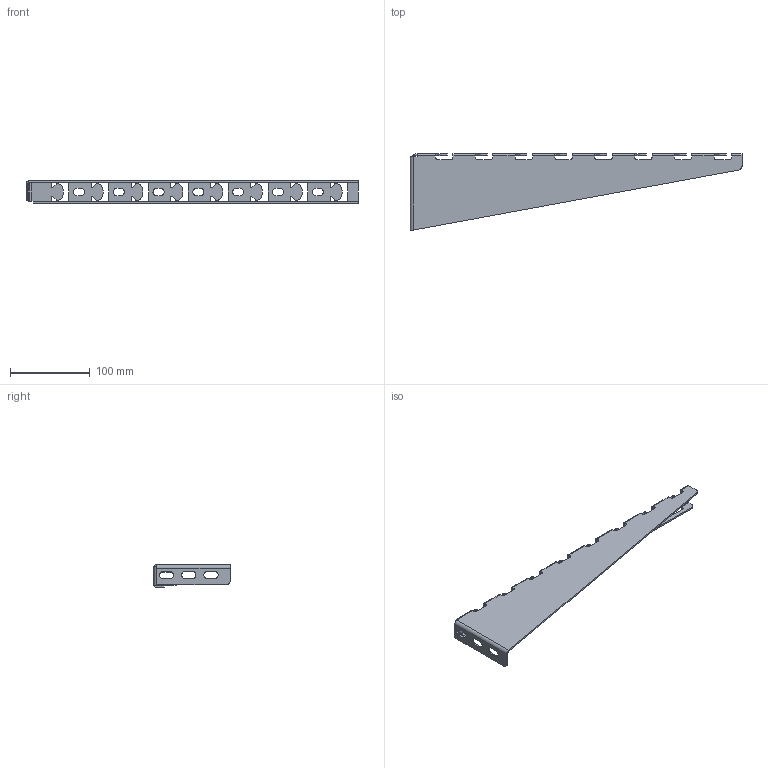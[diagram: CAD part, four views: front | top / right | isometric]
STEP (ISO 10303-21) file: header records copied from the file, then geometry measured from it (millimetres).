
FILE_DESCRIPTION((''),'2;1');
FILE_NAME('902340','2020-03-27T14:27:43',('tomasz.grudniewski'),(''),'CREO PARAMETRIC BY PTC INC, 2019080','CREO PARAMETRIC BY PTC INC, 2019080','');
FILE_SCHEMA(('CONFIG_CONTROL_DESIGN'));
Length unit declared in the file: millimetre
Products named in the file (1): 902340
Bounding box: 417 x 95.71 x 28 mm (x, y, z)
Volume: 70891.9 mm3; surface area: 76442.2 mm2
Topology: 1 solids, 1 shells, 361 faces, 965 edges, 590 vertices
Faces by surface type: plane 208, cylinder 153
Entity records: 11219 total; most frequent: DIRECTION 1993, ORIENTED_EDGE 1930, CARTESIAN_POINT 1916, EDGE_CURVE 965, AXIS2_PLACEMENT_3D 667, VECTOR 659, LINE 659, VERTEX_POINT 590
